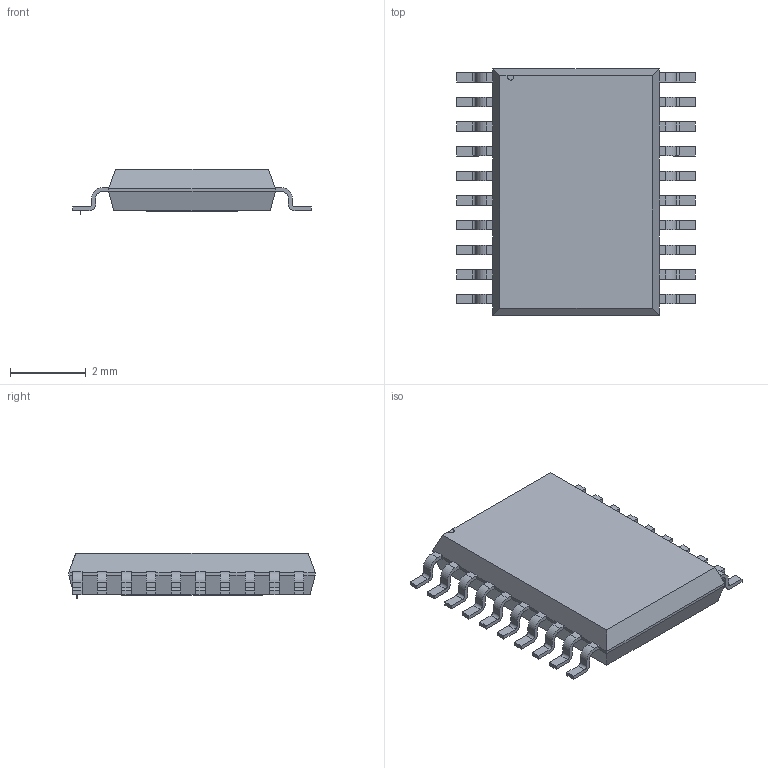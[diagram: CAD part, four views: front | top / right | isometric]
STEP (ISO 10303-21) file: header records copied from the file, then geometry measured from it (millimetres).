
FILE_DESCRIPTION (( 'STEP AP214' ), '1' );
FILE_NAME ('SW3dPS-TSSOP20_TP.STEP', '2009-10-12T14:40:04', ( 'sysAdmin' ), ( 'SolidWorks' ), 'SwSTEP 2.0', 'SolidWorks 2009', '' );
FILE_SCHEMA (( 'AUTOMOTIVE_DESIGN' ));
Length unit declared in the file: millimetre
Products named in the file (6): SW3dPS-TSSOP20_TP_Board1; SW3dPS-TSSOP20_TP; SW3dPS-TSSOP20_TP_Free-Models1; SW3dPS-TSSOP20_TP_451466065; SW3dPS-TSSOP20_TP_TSSOP21; SW3dPS-TSSOP20_TP_Extruded1
Assembly tree (5 placements, depth 4):
  SW3dPS-TSSOP20_TP
    SW3dPS-TSSOP20_TP_Board1
    SW3dPS-TSSOP20_TP_Free-Models1
      SW3dPS-TSSOP20_TP_451466065
        SW3dPS-TSSOP20_TP_Extruded1
      SW3dPS-TSSOP20_TP_TSSOP21
Bounding box: 6.28 x 6.5 x 1.2 mm (x, y, z)
Volume: 30.2 mm3; surface area: 110.8 mm2
Topology: 3 solids, 3 shells, 309 faces, 861 edges, 558 vertices
Faces by surface type: plane 227, cylinder 82
Entity records: 10705 total; most frequent: CARTESIAN_POINT 1744, ORIENTED_EDGE 1722, DIRECTION 1661, EDGE_CURVE 861, VECTOR 695, LINE 695, VERTEX_POINT 558, AXIS2_PLACEMENT_3D 483
